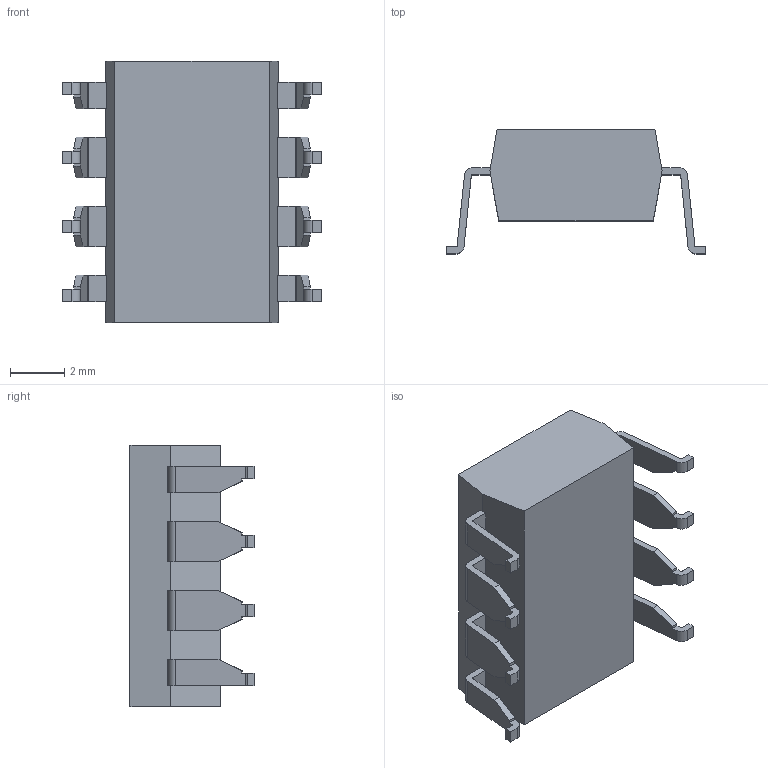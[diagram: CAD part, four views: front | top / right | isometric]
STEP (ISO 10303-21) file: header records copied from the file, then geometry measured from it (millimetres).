
FILE_DESCRIPTION (( 'STEP AP214' ), '1' );
FILE_NAME ('LBA716STR.STEP', '2024-05-30T18:51:22', ( '' ), ( '' ), 'SwSTEP 2.0', 'SolidWorks 2021', '' );
FILE_SCHEMA (( 'AUTOMOTIVE_DESIGN' ));
Length unit declared in the file: millimetre
Products named in the file (1): LBA716STR
Bounding box: 9.53 x 4.57 x 9.65 mm (x, y, z)
Volume: 204 mm3; surface area: 306.4 mm2
Topology: 9 solids, 9 shells, 166 faces, 444 edges, 296 vertices
Faces by surface type: plane 133, cylinder 33
Entity records: 5240 total; most frequent: CARTESIAN_POINT 907, ORIENTED_EDGE 888, DIRECTION 844, EDGE_CURVE 444, VECTOR 378, LINE 378, VERTEX_POINT 296, AXIS2_PLACEMENT_3D 233
